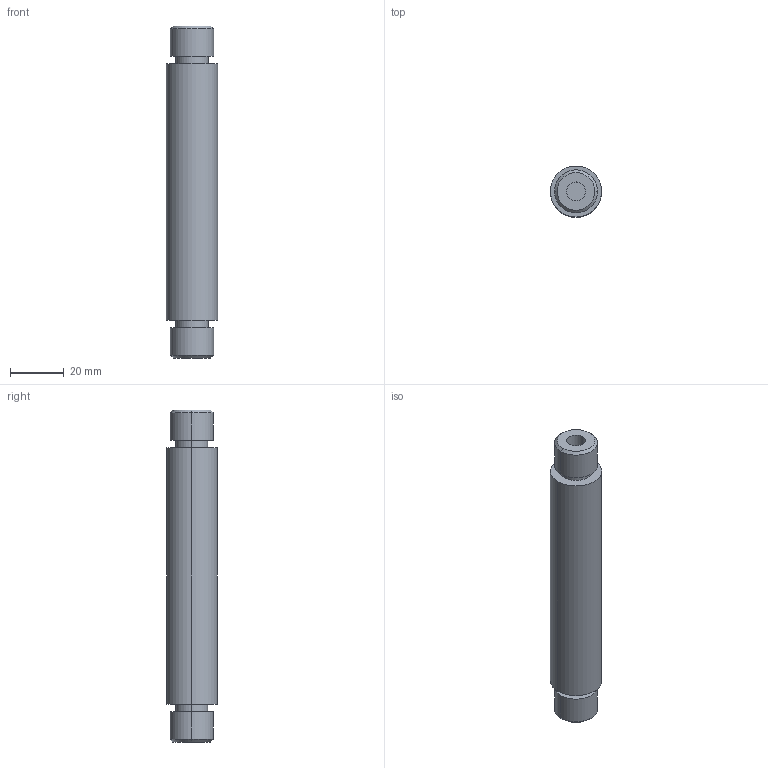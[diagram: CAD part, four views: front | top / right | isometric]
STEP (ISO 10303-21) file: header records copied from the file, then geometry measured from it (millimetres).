
FILE_DESCRIPTION (( 'STEP AP203' ), '1' );
FILE_NAME ('STP-SATE-BD-DC11.750-5.0-D.STEP', '2021-05-21T07:31:52', ( '' ), ( '' ), 'SwSTEP 2.0', 'SolidWorks 2017', '' );
FILE_SCHEMA (( 'CONFIG_CONTROL_DESIGN' ));
Length unit declared in the file: millimetre
Products named in the file (1): STP-SATE-BD-DC11.750-5.0-D
Bounding box: 19.05 x 18.8 x 123.4 mm (x, y, z)
Volume: 30833 mm3; surface area: 8701.8 mm2
Topology: 1 solids, 1 shells, 28 faces, 56 edges, 36 vertices
Faces by surface type: cylinder 15, plane 9, cone 4
Entity records: 819 total; most frequent: DIRECTION 148, CARTESIAN_POINT 121, ORIENTED_EDGE 112, AXIS2_PLACEMENT_3D 63, EDGE_CURVE 56, VERTEX_POINT 36, CIRCLE 34, EDGE_LOOP 34
